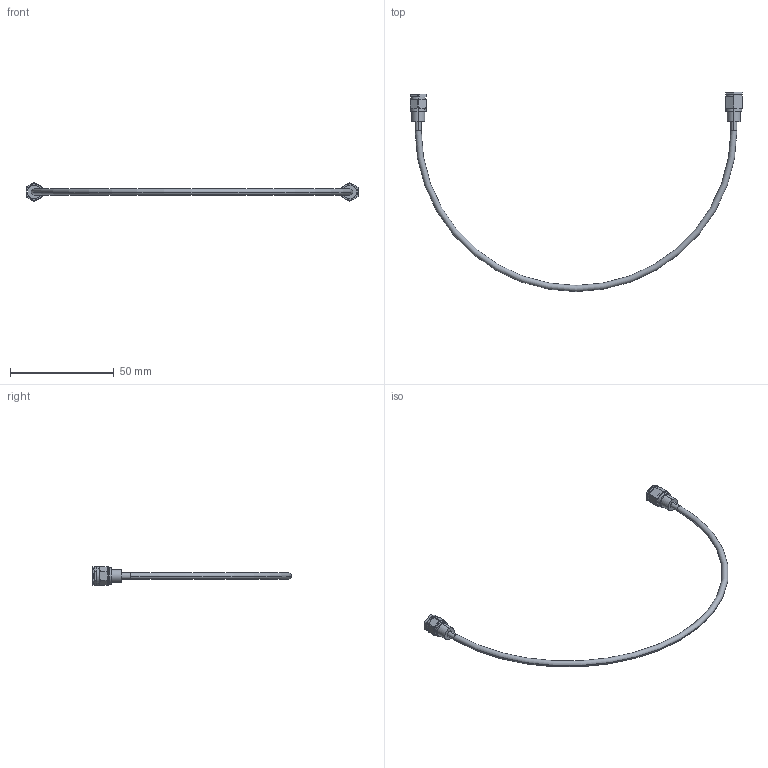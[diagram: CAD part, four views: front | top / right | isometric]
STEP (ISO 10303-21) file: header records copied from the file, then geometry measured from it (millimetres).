
FILE_DESCRIPTION (( 'STEP AP203' ), '1' );
FILE_NAME ('A7311-5-CN.STEP', '2013-11-19T13:10:44', ( '' ), ( '' ), 'SwSTEP 2.0', 'SolidWorks 2012', '' );
FILE_SCHEMA (( 'CONFIG_CONTROL_DESIGN' ));
Length unit declared in the file: inch
Products named in the file (1): A7311-5-CN
Bounding box: 160.27 x 96.14 x 9.03 mm (x, y, z)
Volume: 2446.7 mm3; surface area: 4285.2 mm2
Topology: 4 solids, 7 shells, 167 faces, 382 edges, 252 vertices
Faces by surface type: cylinder 82, plane 65, torus 18, cone 2
Entity records: 5110 total; most frequent: CARTESIAN_POINT 1099, DIRECTION 887, ORIENTED_EDGE 760, EDGE_CURVE 380, AXIS2_PLACEMENT_3D 364, VERTEX_POINT 252, EDGE_LOOP 200, CIRCLE 196
